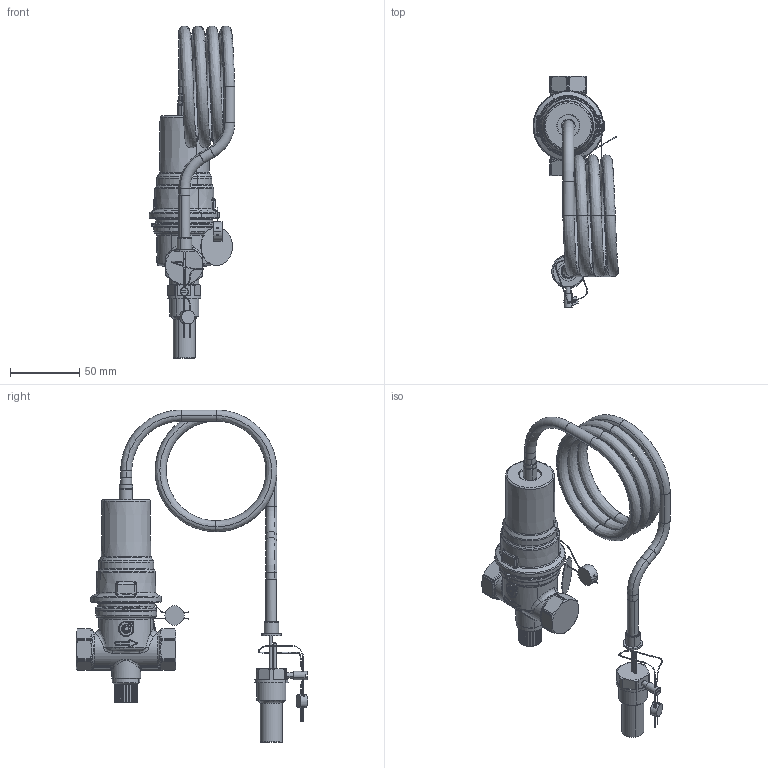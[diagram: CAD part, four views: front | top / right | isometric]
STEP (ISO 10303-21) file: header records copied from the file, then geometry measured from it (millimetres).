
FILE_DESCRIPTION(('CATIA V5 STEP Exchange','CAx-IF Rec.Pracs.--- Model Styling and Organization---1.5--- 2016-08-15','CAx-IF Rec.Pracs.---Supplemental Geometry---1.0---2011-11-01','CAx-IF Rec.Pracs.--- Composite Materials ---3.4---2017-06-13','CAx-IF Rec.Pracs.---Tessellated 3D Geometry---1.0---2015-12-17'),'2;1');
FILE_NAME('STEP_541040_-_TST.stp','2023-05-25T14:11:43+00:00',('none'),('none'),'CATIA Version 5-6 Release 2020 SP5','CATIA V5 STEP AP242 v2','none');
FILE_SCHEMA(('AP242_MANAGED_MODEL_BASED_3D_ENGINEERING_MIM_LF {1 0 10303 442 1 1 4}'));
Length unit declared in the file: millimetre
Products named in the file (1): 541040 - TST
Bounding box: 61.92 x 167.21 x 239.95 mm (x, y, z)
Volume: 241596.9 mm3; surface area: 57527.6 mm2
Topology: 3 solids, 3 shells, 1073 faces, 2620 edges, 1502 vertices
Faces by surface type: bspline 398, cylinder 318, plane 144, torus 87, cone 80, sphere 46
Entity records: 51912 total; most frequent: CARTESIAN_POINT 31713, ORIENTED_EDGE 5102, EDGE_CURVE 2551, DIRECTION 2158, VERTEX_POINT 1502, B_SPLINE_CURVE_WITH_KNOTS 1315, AXIS2_PLACEMENT_3D 1149, EDGE_LOOP 1110
